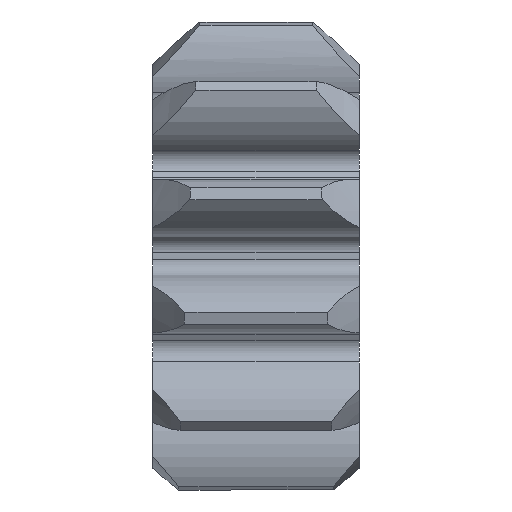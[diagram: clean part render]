
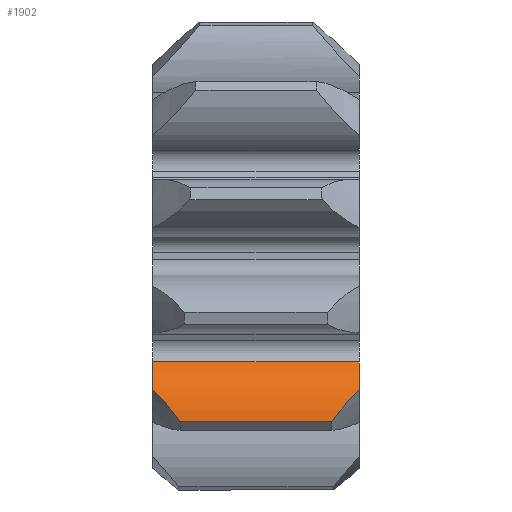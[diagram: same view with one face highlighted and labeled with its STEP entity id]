
A CAD part, front view. The second image highlights one B-rep face of the part: STEP entity #1902.
In plain terms, the highlighted cylindrical face has radius 2.396 mm (diameter 4.792 mm), a partial arc.
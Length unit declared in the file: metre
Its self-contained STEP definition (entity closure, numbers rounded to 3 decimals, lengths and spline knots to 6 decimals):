
#56=B_SPLINE_CURVE_WITH_KNOTS('',3,(#3195,#3196,#3197,#3198),
 .UNSPECIFIED.,.F.,.F.,(4,4),(0.,0.001272),
 .UNSPECIFIED.);
#57=B_SPLINE_CURVE_WITH_KNOTS('',3,(#3205,#3206,#3207,#3208),
 .UNSPECIFIED.,.F.,.F.,(4,4),(0.,0.001272),
 .UNSPECIFIED.);
#150=LINE('',#3201,#246);
#151=LINE('',#3203,#247);
#152=LINE('',#3209,#248);
#246=VECTOR('',#2500,1.);
#247=VECTOR('',#2501,1.);
#248=VECTOR('',#2502,1.);
#316=CYLINDRICAL_SURFACE('',#2103,0.002396);
#540=ORIENTED_EDGE('',*,*,#1152,.F.);
#541=ORIENTED_EDGE('',*,*,#1153,.T.);
#542=ORIENTED_EDGE('',*,*,#1154,.F.);
#543=ORIENTED_EDGE('',*,*,#1155,.F.);
#544=ORIENTED_EDGE('',*,*,#1062,.T.);
#545=ORIENTED_EDGE('',*,*,#1156,.T.);
#546=ORIENTED_EDGE('',*,*,#1157,.T.);
#1062=EDGE_CURVE('',#1377,#1376,#1594,.T.);
#1152=EDGE_CURVE('',#1450,#1451,#56,.T.);
#1153=EDGE_CURVE('',#1450,#1452,#150,.T.);
#1154=EDGE_CURVE('',#1453,#1452,#151,.T.);
#1155=EDGE_CURVE('',#1377,#1453,#57,.T.);
#1156=EDGE_CURVE('',#1376,#1454,#152,.T.);
#1157=EDGE_CURVE('',#1454,#1451,#1622,.T.);
#1376=VERTEX_POINT('',#2954);
#1377=VERTEX_POINT('',#2956);
#1450=VERTEX_POINT('',#3199);
#1451=VERTEX_POINT('',#3200);
#1452=VERTEX_POINT('',#3202);
#1453=VERTEX_POINT('',#3204);
#1454=VERTEX_POINT('',#3210);
#1594=CIRCLE('',#2059,0.002396);
#1622=CIRCLE('',#2104,0.002396);
#1697=EDGE_LOOP('',(#540,#541,#542,#543,#544,#545,#546));
#1799=FACE_BOUND('',#1697,.T.);
#1902=ADVANCED_FACE('',(#1799),#316,.T.);
#2059=AXIS2_PLACEMENT_3D('',#2955,#2368,#2369);
#2103=AXIS2_PLACEMENT_3D('',#3194,#2498,#2499);
#2104=AXIS2_PLACEMENT_3D('',#3211,#2503,#2504);
#2368=DIRECTION('',(-1.,0.,0.));
#2369=DIRECTION('',(0.,-0.5,0.866));
#2498=DIRECTION('',(-1.,0.,0.));
#2499=DIRECTION('',(0.,0.,1.));
#2500=DIRECTION('',(1.,0.,0.));
#2501=DIRECTION('',(-1.,0.,0.));
#2502=DIRECTION('',(-1.,0.,0.));
#2503=DIRECTION('',(1.,0.,0.));
#2504=DIRECTION('',(0.,0.,-1.));
#2954=CARTESIAN_POINT('',(0.005297,-0.004081,-0.002761));
#2955=CARTESIAN_POINT('',(0.005297,-0.002592,-0.004638));
#2956=CARTESIAN_POINT('',(0.005297,-0.004725,-0.003548));
#3194=CARTESIAN_POINT('',(0.001294,-0.002592,-0.004638));
#3195=CARTESIAN_POINT('',(0.000102,-0.004983,-0.004499));
#3196=CARTESIAN_POINT('',(-0.000148,-0.004963,-0.004148));
#3197=CARTESIAN_POINT('',(-0.000416,-0.004871,-0.003833));
#3198=CARTESIAN_POINT('',(-0.000703,-0.004725,-0.003548));
#3199=CARTESIAN_POINT('',(0.000102,-0.004983,-0.004499));
#3200=CARTESIAN_POINT('',(-0.000703,-0.004725,-0.003548));
#3201=CARTESIAN_POINT('',(0.000295,-0.004983,-0.004499));
#3202=CARTESIAN_POINT('',(0.001294,-0.004983,-0.004499));
#3203=CARTESIAN_POINT('',(0.005297,-0.004983,-0.004499));
#3204=CARTESIAN_POINT('',(0.004492,-0.004983,-0.004499));
#3205=CARTESIAN_POINT('',(0.005297,-0.004725,-0.003548));
#3206=CARTESIAN_POINT('',(0.00501,-0.004871,-0.003833));
#3207=CARTESIAN_POINT('',(0.004742,-0.004963,-0.004148));
#3208=CARTESIAN_POINT('',(0.004492,-0.004983,-0.004499));
#3209=CARTESIAN_POINT('',(0.001294,-0.004081,-0.002761));
#3210=CARTESIAN_POINT('',(-0.000703,-0.004081,-0.002761));
#3211=CARTESIAN_POINT('',(-0.000703,-0.002592,-0.004638));
